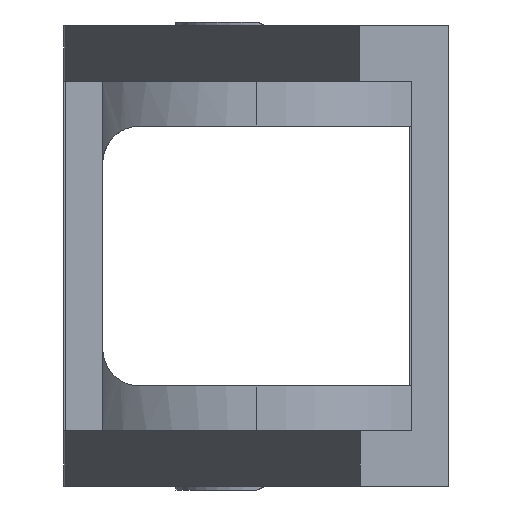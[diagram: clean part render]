
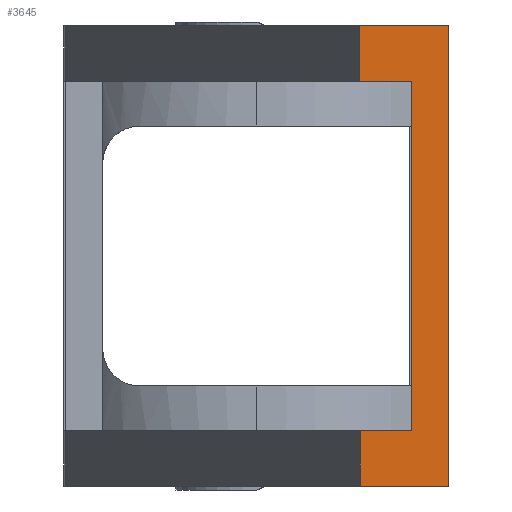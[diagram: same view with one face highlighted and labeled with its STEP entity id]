
A CAD part, left-side view. The second image highlights one B-rep face of the part: STEP entity #3645.
In plain terms, the highlighted planar face has unit normal (-1, 0, 0).
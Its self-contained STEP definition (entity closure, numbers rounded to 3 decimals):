
#121=PLANE('',#3909);
#259=FACE_OUTER_BOUND('',#456,.T.);
#456=EDGE_LOOP('',(#2573,#2574,#2575,#2576,#2577,#2578,#2579,#2580));
#779=LINE('',#5334,#1171);
#785=LINE('',#5348,#1177);
#786=LINE('',#5350,#1178);
#793=LINE('',#5376,#1185);
#796=LINE('',#5389,#1188);
#800=LINE('',#5395,#1192);
#808=LINE('',#5420,#1200);
#809=LINE('',#5421,#1201);
#1171=VECTOR('',#4216,1.);
#1177=VECTOR('',#4228,1.);
#1178=VECTOR('',#4231,1.);
#1185=VECTOR('',#4258,10.);
#1188=VECTOR('',#4269,1.);
#1192=VECTOR('',#4275,1.);
#1200=VECTOR('',#4303,1.);
#1201=VECTOR('',#4304,1.);
#1597=VERTEX_POINT('',#5330);
#1599=VERTEX_POINT('',#5333);
#1602=VERTEX_POINT('',#5342);
#1604=VERTEX_POINT('',#5346);
#1610=VERTEX_POINT('',#5367);
#1613=VERTEX_POINT('',#5374);
#1618=VERTEX_POINT('',#5387);
#1619=VERTEX_POINT('',#5388);
#1958=EDGE_CURVE('',#1599,#1597,#779,.T.);
#1966=EDGE_CURVE('',#1602,#1604,#785,.T.);
#1967=EDGE_CURVE('',#1604,#1599,#786,.T.);
#1980=EDGE_CURVE('',#1610,#1613,#793,.T.);
#1985=EDGE_CURVE('',#1618,#1619,#796,.T.);
#1989=EDGE_CURVE('',#1613,#1618,#800,.T.);
#2002=EDGE_CURVE('',#1619,#1602,#808,.T.);
#2003=EDGE_CURVE('',#1610,#1597,#809,.T.);
#2573=ORIENTED_EDGE('',*,*,#2002,.T.);
#2574=ORIENTED_EDGE('',*,*,#1966,.T.);
#2575=ORIENTED_EDGE('',*,*,#1967,.T.);
#2576=ORIENTED_EDGE('',*,*,#1958,.T.);
#2577=ORIENTED_EDGE('',*,*,#2003,.F.);
#2578=ORIENTED_EDGE('',*,*,#1980,.T.);
#2579=ORIENTED_EDGE('',*,*,#1989,.T.);
#2580=ORIENTED_EDGE('',*,*,#1985,.T.);
#3645=ADVANCED_FACE('',(#259),#121,.F.);
#3909=AXIS2_PLACEMENT_3D('',#5419,#4301,#4302);
#4216=DIRECTION('',(0.,-1.,0.));
#4228=DIRECTION('',(0.,1.,0.));
#4231=DIRECTION('',(0.,0.,-1.));
#4258=DIRECTION('',(0.,1.,0.));
#4269=DIRECTION('',(0.,-1.,0.));
#4275=DIRECTION('',(0.,0.,-1.));
#4301=DIRECTION('center_axis',(1.,0.,0.));
#4302=DIRECTION('ref_axis',(0.,0.,-1.));
#4303=DIRECTION('',(0.,0.,1.));
#4304=DIRECTION('',(0.,0.,1.));
#5330=CARTESIAN_POINT('',(899.167,199.95,0.));
#5333=CARTESIAN_POINT('',(899.167,201.334,0.));
#5334=CARTESIAN_POINT('',(899.167,202.274,0.));
#5342=CARTESIAN_POINT('',(899.167,198.95,1.5));
#5346=CARTESIAN_POINT('',(899.167,201.334,1.5));
#5348=CARTESIAN_POINT('',(899.167,202.217,1.5));
#5350=CARTESIAN_POINT('',(899.167,201.334,-1.975));
#5367=CARTESIAN_POINT('',(899.167,199.95,-9.4));
#5374=CARTESIAN_POINT('',(899.167,201.323,-9.4));
#5376=CARTESIAN_POINT('',(899.167,202.245,-9.4));
#5387=CARTESIAN_POINT('',(899.167,201.323,-10.9));
#5388=CARTESIAN_POINT('',(899.167,198.95,-10.9));
#5389=CARTESIAN_POINT('',(899.167,202.217,-10.9));
#5395=CARTESIAN_POINT('',(899.167,201.323,-7.425));
#5419=CARTESIAN_POINT('Origin',(899.167,200.389,-4.7));
#5420=CARTESIAN_POINT('',(899.167,198.95,-4.7));
#5421=CARTESIAN_POINT('',(899.167,199.95,-4.7));
